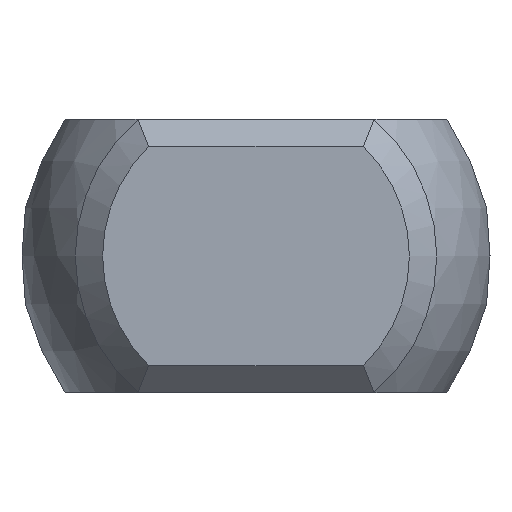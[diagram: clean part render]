
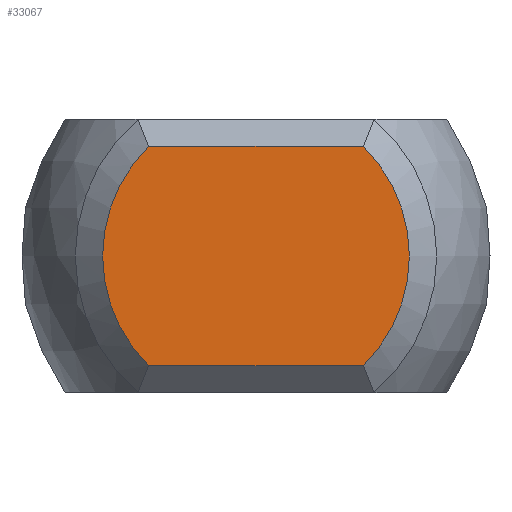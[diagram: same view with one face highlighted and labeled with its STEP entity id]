
A CAD part, left-side view. The second image highlights one B-rep face of the part: STEP entity #33067.
In plain terms, the highlighted planar face has unit normal (-1, 0, 0).
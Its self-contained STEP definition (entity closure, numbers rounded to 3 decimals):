
#31803 = PLANE('',#31804);
#31804 = AXIS2_PLACEMENT_3D('',#31805,#31806,#31807);
#31805 = CARTESIAN_POINT('',(-40.375,3.125,2.25));
#31806 = DIRECTION('',(0.707,0.,-0.707));
#31807 = DIRECTION('',(-0.707,0.,-0.707));
#32703 = EDGE_CURVE('',#32704,#32706,#32708,.T.);
#32704 = VERTEX_POINT('',#32705);
#32705 = CARTESIAN_POINT('',(-40.625,-1.96,-2.));
#32706 = VERTEX_POINT('',#32707);
#32707 = CARTESIAN_POINT('',(-40.625,-1.96,2.));
#32708 = SURFACE_CURVE('',#32709,(#32714,#32726),.PCURVE_S1.);
#32709 = CIRCLE('',#32710,2.8);
#32710 = AXIS2_PLACEMENT_3D('',#32711,#32712,#32713);
#32711 = CARTESIAN_POINT('',(-40.625,0.,0.));
#32712 = DIRECTION('',(-1.,0.,0.));
#32713 = DIRECTION('',(0.,-1.,0.));
#32714 = PCURVE('',#32715,#32720);
#32715 = CONICAL_SURFACE('',#32716,3.05,0.785);
#32716 = AXIS2_PLACEMENT_3D('',#32717,#32718,#32719);
#32717 = CARTESIAN_POINT('',(-40.375,0.,0.));
#32718 = DIRECTION('',(1.,0.,0.));
#32719 = DIRECTION('',(0.,-1.,0.));
#32720 = DEFINITIONAL_REPRESENTATION('',(#32721),#32725);
#32721 = LINE('',#32722,#32723);
#32722 = CARTESIAN_POINT('',(6.283,-0.25));
#32723 = VECTOR('',#32724,1.);
#32724 = DIRECTION('',(-1.,0.));
#32725 = ( GEOMETRIC_REPRESENTATION_CONTEXT(2) 
PARAMETRIC_REPRESENTATION_CONTEXT() REPRESENTATION_CONTEXT('2D SPACE',''
  ) );
#32726 = PCURVE('',#32727,#32732);
#32727 = PLANE('',#32728);
#32728 = AXIS2_PLACEMENT_3D('',#32729,#32730,#32731);
#32729 = CARTESIAN_POINT('',(-40.625,0.,0.));
#32730 = DIRECTION('',(1.,0.,0.));
#32731 = DIRECTION('',(0.,0.,-1.));
#32732 = DEFINITIONAL_REPRESENTATION('',(#32733),#32741);
#32733 = ( BOUNDED_CURVE() B_SPLINE_CURVE(2,(#32734,#32735,#32736,#32737
    ,#32738,#32739,#32740),.UNSPECIFIED.,.T.,.F.) 
B_SPLINE_CURVE_WITH_KNOTS((1,2,2,2,2,1),(-2.094,0.,
    2.094,4.189,6.283,8.378),
.UNSPECIFIED.) CURVE() GEOMETRIC_REPRESENTATION_ITEM() 
RATIONAL_B_SPLINE_CURVE((1.,0.5,1.,0.5,1.,0.5,1.)) REPRESENTATION_ITEM(
  '') );
#32734 = CARTESIAN_POINT('',(0.,-2.8));
#32735 = CARTESIAN_POINT('',(-4.85,-2.8));
#32736 = CARTESIAN_POINT('',(-2.425,1.4));
#32737 = CARTESIAN_POINT('',(0.,5.6));
#32738 = CARTESIAN_POINT('',(2.425,1.4));
#32739 = CARTESIAN_POINT('',(4.85,-2.8));
#32740 = CARTESIAN_POINT('',(0.,-2.8));
#32741 = ( GEOMETRIC_REPRESENTATION_CONTEXT(2) 
PARAMETRIC_REPRESENTATION_CONTEXT() REPRESENTATION_CONTEXT('2D SPACE',''
  ) );
#32759 = PLANE('',#32760);
#32760 = AXIS2_PLACEMENT_3D('',#32761,#32762,#32763);
#32761 = CARTESIAN_POINT('',(-40.375,-3.125,-2.25));
#32762 = DIRECTION('',(0.707,0.,0.707)
  );
#32763 = DIRECTION('',(0.707,0.,-0.707));
#32819 = EDGE_CURVE('',#32706,#32820,#32822,.T.);
#32820 = VERTEX_POINT('',#32821);
#32821 = CARTESIAN_POINT('',(-40.625,1.96,2.));
#32822 = SURFACE_CURVE('',#32823,(#32827,#32834),.PCURVE_S1.);
#32823 = LINE('',#32824,#32825);
#32824 = CARTESIAN_POINT('',(-40.625,3.125,2.));
#32825 = VECTOR('',#32826,1.);
#32826 = DIRECTION('',(0.,1.,0.));
#32827 = PCURVE('',#31803,#32828);
#32828 = DEFINITIONAL_REPRESENTATION('',(#32829),#32833);
#32829 = LINE('',#32830,#32831);
#32830 = CARTESIAN_POINT('',(0.354,0.));
#32831 = VECTOR('',#32832,1.);
#32832 = DIRECTION('',(0.,1.));
#32833 = ( GEOMETRIC_REPRESENTATION_CONTEXT(2) 
PARAMETRIC_REPRESENTATION_CONTEXT() REPRESENTATION_CONTEXT('2D SPACE',''
  ) );
#32834 = PCURVE('',#32727,#32835);
#32835 = DEFINITIONAL_REPRESENTATION('',(#32836),#32840);
#32836 = LINE('',#32837,#32838);
#32837 = CARTESIAN_POINT('',(-2.,3.125));
#32838 = VECTOR('',#32839,1.);
#32839 = DIRECTION('',(0.,1.));
#32840 = ( GEOMETRIC_REPRESENTATION_CONTEXT(2) 
PARAMETRIC_REPRESENTATION_CONTEXT() REPRESENTATION_CONTEXT('2D SPACE',''
  ) );
#32860 = CONICAL_SURFACE('',#32861,3.05,0.785);
#32861 = AXIS2_PLACEMENT_3D('',#32862,#32863,#32864);
#32862 = CARTESIAN_POINT('',(-40.375,0.,0.));
#32863 = DIRECTION('',(1.,0.,0.));
#32864 = DIRECTION('',(-0.,1.,0.));
#32874 = EDGE_CURVE('',#32820,#32875,#32877,.T.);
#32875 = VERTEX_POINT('',#32876);
#32876 = CARTESIAN_POINT('',(-40.625,1.96,-2.));
#32877 = SURFACE_CURVE('',#32878,(#32883,#32890),.PCURVE_S1.);
#32878 = CIRCLE('',#32879,2.8);
#32879 = AXIS2_PLACEMENT_3D('',#32880,#32881,#32882);
#32880 = CARTESIAN_POINT('',(-40.625,0.,0.));
#32881 = DIRECTION('',(-1.,0.,0.));
#32882 = DIRECTION('',(0.,1.,0.));
#32883 = PCURVE('',#32860,#32884);
#32884 = DEFINITIONAL_REPRESENTATION('',(#32885),#32889);
#32885 = LINE('',#32886,#32887);
#32886 = CARTESIAN_POINT('',(6.283,-0.25));
#32887 = VECTOR('',#32888,1.);
#32888 = DIRECTION('',(-1.,0.));
#32889 = ( GEOMETRIC_REPRESENTATION_CONTEXT(2) 
PARAMETRIC_REPRESENTATION_CONTEXT() REPRESENTATION_CONTEXT('2D SPACE',''
  ) );
#32890 = PCURVE('',#32727,#32891);
#32891 = DEFINITIONAL_REPRESENTATION('',(#32892),#32900);
#32892 = ( BOUNDED_CURVE() B_SPLINE_CURVE(2,(#32893,#32894,#32895,#32896
    ,#32897,#32898,#32899),.UNSPECIFIED.,.T.,.F.) 
B_SPLINE_CURVE_WITH_KNOTS((1,2,2,2,2,1),(-2.094,0.,
    2.094,4.189,6.283,8.378),
.UNSPECIFIED.) CURVE() GEOMETRIC_REPRESENTATION_ITEM() 
RATIONAL_B_SPLINE_CURVE((1.,0.5,1.,0.5,1.,0.5,1.)) REPRESENTATION_ITEM(
  '') );
#32893 = CARTESIAN_POINT('',(0.,2.8));
#32894 = CARTESIAN_POINT('',(4.85,2.8));
#32895 = CARTESIAN_POINT('',(2.425,-1.4));
#32896 = CARTESIAN_POINT('',(0.,-5.6));
#32897 = CARTESIAN_POINT('',(-2.425,-1.4));
#32898 = CARTESIAN_POINT('',(-4.85,2.8));
#32899 = CARTESIAN_POINT('',(0.,2.8));
#32900 = ( GEOMETRIC_REPRESENTATION_CONTEXT(2) 
PARAMETRIC_REPRESENTATION_CONTEXT() REPRESENTATION_CONTEXT('2D SPACE',''
  ) );
#32974 = EDGE_CURVE('',#32875,#32704,#32975,.T.);
#32975 = SURFACE_CURVE('',#32976,(#32980,#32987),.PCURVE_S1.);
#32976 = LINE('',#32977,#32978);
#32977 = CARTESIAN_POINT('',(-40.625,-3.125,-2.));
#32978 = VECTOR('',#32979,1.);
#32979 = DIRECTION('',(0.,-1.,0.));
#32980 = PCURVE('',#32759,#32981);
#32981 = DEFINITIONAL_REPRESENTATION('',(#32982),#32986);
#32982 = LINE('',#32983,#32984);
#32983 = CARTESIAN_POINT('',(-0.354,0.));
#32984 = VECTOR('',#32985,1.);
#32985 = DIRECTION('',(0.,-1.));
#32986 = ( GEOMETRIC_REPRESENTATION_CONTEXT(2) 
PARAMETRIC_REPRESENTATION_CONTEXT() REPRESENTATION_CONTEXT('2D SPACE',''
  ) );
#32987 = PCURVE('',#32727,#32988);
#32988 = DEFINITIONAL_REPRESENTATION('',(#32989),#32993);
#32989 = LINE('',#32990,#32991);
#32990 = CARTESIAN_POINT('',(2.,-3.125));
#32991 = VECTOR('',#32992,1.);
#32992 = DIRECTION('',(0.,-1.));
#32993 = ( GEOMETRIC_REPRESENTATION_CONTEXT(2) 
PARAMETRIC_REPRESENTATION_CONTEXT() REPRESENTATION_CONTEXT('2D SPACE',''
  ) );
#33067 = ADVANCED_FACE('',(#33068),#32727,.F.);
#33068 = FACE_BOUND('',#33069,.T.);
#33069 = EDGE_LOOP('',(#33070,#33071,#33072,#33073));
#33070 = ORIENTED_EDGE('',*,*,#32703,.T.);
#33071 = ORIENTED_EDGE('',*,*,#32819,.T.);
#33072 = ORIENTED_EDGE('',*,*,#32874,.T.);
#33073 = ORIENTED_EDGE('',*,*,#32974,.T.);
